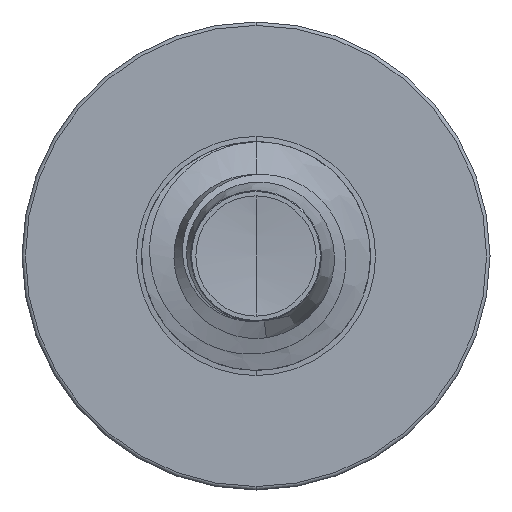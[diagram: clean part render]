
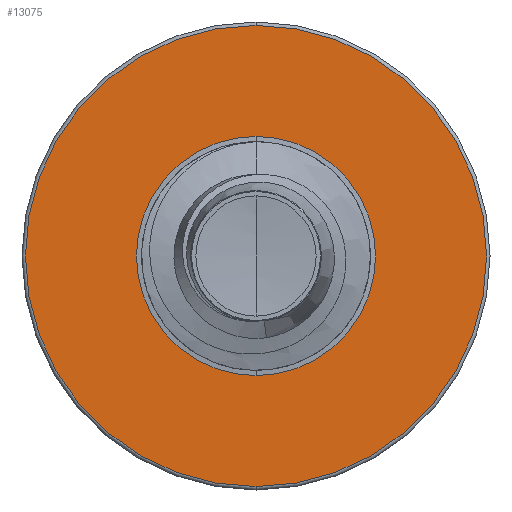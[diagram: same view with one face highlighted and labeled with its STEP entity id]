
A CAD part, front view. The second image highlights one B-rep face of the part: STEP entity #13075.
In plain terms, the highlighted planar face has unit normal (0, -1, 0).
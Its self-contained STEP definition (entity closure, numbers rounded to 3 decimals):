
#104 = EDGE_CURVE ( 'NONE', #9961, #11385, #4944, .T. ) ;
#289 = EDGE_CURVE ( 'NONE', #11385, #9961, #5275, .T. ) ;
#939 = PLANE ( 'NONE',  #13310 ) ;
#967 = VERTEX_POINT ( 'NONE', #4899 ) ;
#1709 = CARTESIAN_POINT ( 'NONE',  ( 0., 6., 0. ) ) ;
#1978 = CARTESIAN_POINT ( 'NONE',  ( 0., 6., -2.217 ) ) ;
#2346 = AXIS2_PLACEMENT_3D ( 'NONE', #6516, #14309, #7687 ) ;
#2427 = DIRECTION ( 'NONE',  ( 0., 1., 0. ) ) ;
#2434 = AXIS2_PLACEMENT_3D ( 'NONE', #5443, #5345, #4476 ) ;
#3032 = EDGE_CURVE ( 'NONE', #14363, #967, #12753, .T. ) ;
#3084 = DIRECTION ( 'NONE',  ( 0., 0., 1. ) ) ;
#3238 = EDGE_LOOP ( 'NONE', ( #5603, #12492 ) ) ;
#3301 = DIRECTION ( 'NONE',  ( 0., 1., 0. ) ) ;
#3483 = FACE_OUTER_BOUND ( 'NONE', #10613, .T. ) ;
#3637 = CARTESIAN_POINT ( 'NONE',  ( 0., 6., 2.217 ) ) ;
#4042 = CARTESIAN_POINT ( 'NONE',  ( 0., 6., -1.15 ) ) ;
#4046 = AXIS2_PLACEMENT_3D ( 'NONE', #1709, #2427, #3084 ) ;
#4347 = EDGE_CURVE ( 'NONE', #967, #14363, #8161, .T. ) ;
#4476 = DIRECTION ( 'NONE',  ( 0., 0., 1. ) ) ;
#4899 = CARTESIAN_POINT ( 'NONE',  ( 0., 6., 1.15 ) ) ;
#4944 = CIRCLE ( 'NONE', #2434, 2.217 ) ;
#5047 = AXIS2_PLACEMENT_3D ( 'NONE', #6261, #6246, #6228 ) ;
#5275 = CIRCLE ( 'NONE', #4046, 2.217 ) ;
#5345 = DIRECTION ( 'NONE',  ( 0., 1., 0. ) ) ;
#5443 = CARTESIAN_POINT ( 'NONE',  ( 0., 6., 0. ) ) ;
#5603 = ORIENTED_EDGE ( 'NONE', *, *, #4347, .T. ) ;
#6228 = DIRECTION ( 'NONE',  ( 0., 0., 1. ) ) ;
#6246 = DIRECTION ( 'NONE',  ( 0., 1., 0. ) ) ;
#6261 = CARTESIAN_POINT ( 'NONE',  ( 0., 6., 0. ) ) ;
#6516 = CARTESIAN_POINT ( 'NONE',  ( 0., 6., 0. ) ) ;
#6635 = FACE_BOUND ( 'NONE', #3238, .T. ) ;
#7687 = DIRECTION ( 'NONE',  ( 0., 0., 1. ) ) ;
#8161 = CIRCLE ( 'NONE', #2346, 1.15 ) ;
#8734 = ORIENTED_EDGE ( 'NONE', *, *, #289, .F. ) ;
#9645 = ORIENTED_EDGE ( 'NONE', *, *, #104, .F. ) ;
#9961 = VERTEX_POINT ( 'NONE', #3637 ) ;
#10613 = EDGE_LOOP ( 'NONE', ( #9645, #8734 ) ) ;
#11385 = VERTEX_POINT ( 'NONE', #1978 ) ;
#11407 = CARTESIAN_POINT ( 'NONE',  ( 0., 6., -1.15 ) ) ;
#11453 = DIRECTION ( 'NONE',  ( 0., 0., 1. ) ) ;
#12492 = ORIENTED_EDGE ( 'NONE', *, *, #3032, .T. ) ;
#12753 = CIRCLE ( 'NONE', #5047, 1.15 ) ;
#13075 = ADVANCED_FACE ( 'NONE', ( #3483, #6635 ), #939, .F. ) ;
#13310 = AXIS2_PLACEMENT_3D ( 'NONE', #11407, #3301, #11453 ) ;
#14309 = DIRECTION ( 'NONE',  ( 0., 1., 0. ) ) ;
#14363 = VERTEX_POINT ( 'NONE', #4042 ) ;
